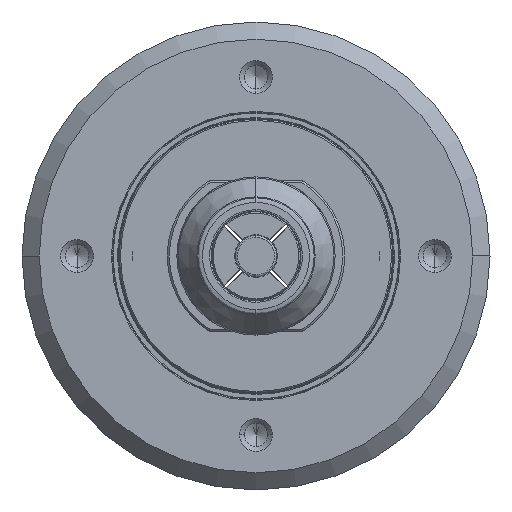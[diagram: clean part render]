
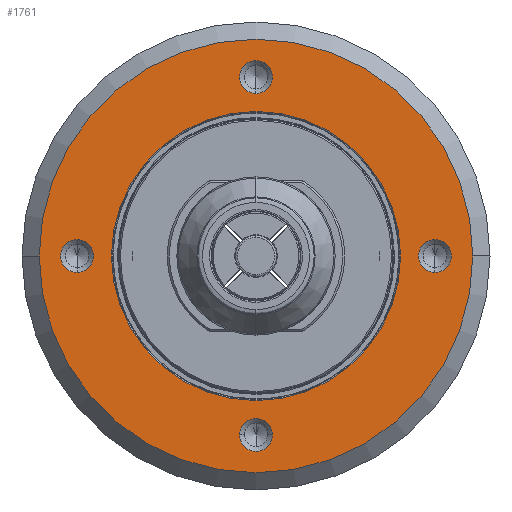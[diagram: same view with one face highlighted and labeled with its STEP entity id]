
A CAD part, left-side view. The second image highlights one B-rep face of the part: STEP entity #1761.
In plain terms, the highlighted planar face has unit normal (-1, 0, 0).
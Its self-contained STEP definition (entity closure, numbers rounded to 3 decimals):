
#120 = ORIENTED_EDGE ( 'NONE', *, *, #2308, .F. ) ;
#739 = EDGE_CURVE ( 'NONE', #4154, #5468, #9295, .T. ) ;
#740 = EDGE_CURVE ( 'NONE', #10781, #13061, #13352, .T. ) ;
#833 = CARTESIAN_POINT ( 'NONE',  ( 57.8, -26., 2.4 ) ) ;
#1043 = DIRECTION ( 'NONE',  ( -1., 0., 0. ) ) ;
#1152 = VERTEX_POINT ( 'NONE', #3923 ) ;
#1178 = CARTESIAN_POINT ( 'NONE',  ( 57.8, 0., 0. ) ) ;
#1681 = ORIENTED_EDGE ( 'NONE', *, *, #3727, .F. ) ;
#1761 = ADVANCED_FACE ( 'NONE', ( #11462, #9265, #4889, #12437, #3896, #1782 ), #6077, .F. ) ;
#1776 = EDGE_CURVE ( 'NONE', #13061, #10781, #9084, .T. ) ;
#1782 = FACE_OUTER_BOUND ( 'NONE', #2252, .T. ) ;
#1897 = CARTESIAN_POINT ( 'NONE',  ( 57.8, -26., -2.4 ) ) ;
#1964 = VERTEX_POINT ( 'NONE', #5645 ) ;
#2053 = DIRECTION ( 'NONE',  ( 0., -1., 0. ) ) ;
#2132 = CARTESIAN_POINT ( 'NONE',  ( 57.8, 21., 0. ) ) ;
#2252 = EDGE_LOOP ( 'NONE', ( #12213, #8969 ) ) ;
#2308 = EDGE_CURVE ( 'NONE', #6780, #1152, #8605, .T. ) ;
#2593 = CARTESIAN_POINT ( 'NONE',  ( 57.8, 0., 0. ) ) ;
#3147 = AXIS2_PLACEMENT_3D ( 'NONE', #3252, #11999, #10875 ) ;
#3172 = ORIENTED_EDGE ( 'NONE', *, *, #1776, .F. ) ;
#3189 = DIRECTION ( 'NONE',  ( -1., 0., 0. ) ) ;
#3252 = CARTESIAN_POINT ( 'NONE',  ( 57.8, 0., 26. ) ) ;
#3382 = DIRECTION ( 'NONE',  ( -1., 0., 0. ) ) ;
#3727 = EDGE_CURVE ( 'NONE', #4843, #6750, #10504, .T. ) ;
#3893 = AXIS2_PLACEMENT_3D ( 'NONE', #10890, #3189, #6426 ) ;
#3896 = FACE_BOUND ( 'NONE', #11801, .T. ) ;
#3920 = DIRECTION ( 'NONE',  ( -1., 0., 0. ) ) ;
#3923 = CARTESIAN_POINT ( 'NONE',  ( 57.8, -2.4, -26. ) ) ;
#3989 = DIRECTION ( 'NONE',  ( 0., 0., 1. ) ) ;
#4009 = DIRECTION ( 'NONE',  ( 0., 0., 1. ) ) ;
#4015 = CIRCLE ( 'NONE', #11911, 31.5 ) ;
#4098 = AXIS2_PLACEMENT_3D ( 'NONE', #5627, #13119, #9946 ) ;
#4154 = VERTEX_POINT ( 'NONE', #13606 ) ;
#4271 = CARTESIAN_POINT ( 'NONE',  ( 57.8, 2.4, -26. ) ) ;
#4630 = ORIENTED_EDGE ( 'NONE', *, *, #12185, .F. ) ;
#4821 = CARTESIAN_POINT ( 'NONE',  ( 57.8, 31.5, 0. ) ) ;
#4843 = VERTEX_POINT ( 'NONE', #9333 ) ;
#4889 = FACE_BOUND ( 'NONE', #12953, .T. ) ;
#4905 = DIRECTION ( 'NONE',  ( 0., 1., 0. ) ) ;
#4971 = CARTESIAN_POINT ( 'NONE',  ( 57.8, 0., 26. ) ) ;
#5211 = ORIENTED_EDGE ( 'NONE', *, *, #11611, .F. ) ;
#5334 = DIRECTION ( 'NONE',  ( 0., 0., 1. ) ) ;
#5453 = AXIS2_PLACEMENT_3D ( 'NONE', #4971, #7227, #5944 ) ;
#5468 = VERTEX_POINT ( 'NONE', #13659 ) ;
#5554 = ORIENTED_EDGE ( 'NONE', *, *, #11847, .F. ) ;
#5627 = CARTESIAN_POINT ( 'NONE',  ( 57.8, 0., -26. ) ) ;
#5645 = CARTESIAN_POINT ( 'NONE',  ( 57.8, 26., 2.4 ) ) ;
#5911 = AXIS2_PLACEMENT_3D ( 'NONE', #2132, #9755, #7493 ) ;
#5944 = DIRECTION ( 'NONE',  ( 0., 0., 1. ) ) ;
#5945 = DIRECTION ( 'NONE',  ( 1., 0., 0. ) ) ;
#6077 = PLANE ( 'NONE',  #5911 ) ;
#6211 = CIRCLE ( 'NONE', #8021, 31.5 ) ;
#6295 = CIRCLE ( 'NONE', #7210, 2.4 ) ;
#6426 = DIRECTION ( 'NONE',  ( 0., 0., 1. ) ) ;
#6750 = VERTEX_POINT ( 'NONE', #10558 ) ;
#6757 = DIRECTION ( 'NONE',  ( 0., 1., 0. ) ) ;
#6780 = VERTEX_POINT ( 'NONE', #4271 ) ;
#6814 = EDGE_LOOP ( 'NONE', ( #12916, #3172 ) ) ;
#6889 = DIRECTION ( 'NONE',  ( 1., 0., 0. ) ) ;
#7198 = CIRCLE ( 'NONE', #3147, 2.4 ) ;
#7210 = AXIS2_PLACEMENT_3D ( 'NONE', #12756, #12486, #4009 ) ;
#7227 = DIRECTION ( 'NONE',  ( -1., 0., 0. ) ) ;
#7297 = ORIENTED_EDGE ( 'NONE', *, *, #11506, .F. ) ;
#7444 = EDGE_CURVE ( 'NONE', #7915, #11903, #6211, .T. ) ;
#7493 = DIRECTION ( 'NONE',  ( 0., 1., 0. ) ) ;
#7669 = AXIS2_PLACEMENT_3D ( 'NONE', #10567, #3920, #3989 ) ;
#7901 = EDGE_LOOP ( 'NONE', ( #13712, #5554 ) ) ;
#7915 = VERTEX_POINT ( 'NONE', #4821 ) ;
#8021 = AXIS2_PLACEMENT_3D ( 'NONE', #1178, #5945, #4905 ) ;
#8214 = DIRECTION ( 'NONE',  ( 0., 0., 1. ) ) ;
#8402 = CARTESIAN_POINT ( 'NONE',  ( 57.8, 0., -26. ) ) ;
#8605 = CIRCLE ( 'NONE', #4098, 2.4 ) ;
#8620 = AXIS2_PLACEMENT_3D ( 'NONE', #13514, #12458, #8214 ) ;
#8969 = ORIENTED_EDGE ( 'NONE', *, *, #10986, .F. ) ;
#9084 = CIRCLE ( 'NONE', #3893, 2.4 ) ;
#9265 = FACE_BOUND ( 'NONE', #6814, .T. ) ;
#9295 = CIRCLE ( 'NONE', #5453, 2.4 ) ;
#9333 = CARTESIAN_POINT ( 'NONE',  ( 57.8, 0., 21. ) ) ;
#9398 = VERTEX_POINT ( 'NONE', #10452 ) ;
#9680 = CIRCLE ( 'NONE', #12161, 2.4 ) ;
#9755 = DIRECTION ( 'NONE',  ( 1., 0., 0. ) ) ;
#9946 = DIRECTION ( 'NONE',  ( 0., -1., 0. ) ) ;
#10015 = ORIENTED_EDGE ( 'NONE', *, *, #739, .F. ) ;
#10452 = CARTESIAN_POINT ( 'NONE',  ( 57.8, 26., -2.4 ) ) ;
#10504 = CIRCLE ( 'NONE', #12975, 21. ) ;
#10558 = CARTESIAN_POINT ( 'NONE',  ( 57.8, 0., -21. ) ) ;
#10567 = CARTESIAN_POINT ( 'NONE',  ( 57.8, 26., 0. ) ) ;
#10728 = DIRECTION ( 'NONE',  ( 0., 0., 1. ) ) ;
#10781 = VERTEX_POINT ( 'NONE', #833 ) ;
#10875 = DIRECTION ( 'NONE',  ( 0., 0., 1. ) ) ;
#10890 = CARTESIAN_POINT ( 'NONE',  ( 57.8, -26., 0. ) ) ;
#10986 = EDGE_CURVE ( 'NONE', #11903, #7915, #4015, .T. ) ;
#11065 = CIRCLE ( 'NONE', #7669, 2.4 ) ;
#11462 = FACE_BOUND ( 'NONE', #11759, .T. ) ;
#11506 = EDGE_CURVE ( 'NONE', #1152, #6780, #9680, .T. ) ;
#11611 = EDGE_CURVE ( 'NONE', #5468, #4154, #7198, .T. ) ;
#11638 = CARTESIAN_POINT ( 'NONE',  ( 57.8, -31.5, 0. ) ) ;
#11718 = CIRCLE ( 'NONE', #13515, 21. ) ;
#11759 = EDGE_LOOP ( 'NONE', ( #10015, #5211 ) ) ;
#11792 = CARTESIAN_POINT ( 'NONE',  ( 57.8, 0., 0. ) ) ;
#11801 = EDGE_LOOP ( 'NONE', ( #1681, #4630 ) ) ;
#11847 = EDGE_CURVE ( 'NONE', #9398, #1964, #6295, .T. ) ;
#11903 = VERTEX_POINT ( 'NONE', #11638 ) ;
#11911 = AXIS2_PLACEMENT_3D ( 'NONE', #2593, #6889, #6757 ) ;
#11999 = DIRECTION ( 'NONE',  ( -1., 0., 0. ) ) ;
#12161 = AXIS2_PLACEMENT_3D ( 'NONE', #8402, #12634, #2053 ) ;
#12185 = EDGE_CURVE ( 'NONE', #6750, #4843, #11718, .T. ) ;
#12213 = ORIENTED_EDGE ( 'NONE', *, *, #7444, .F. ) ;
#12431 = EDGE_CURVE ( 'NONE', #1964, #9398, #11065, .T. ) ;
#12437 = FACE_BOUND ( 'NONE', #7901, .T. ) ;
#12458 = DIRECTION ( 'NONE',  ( -1., 0., 0. ) ) ;
#12486 = DIRECTION ( 'NONE',  ( -1., 0., 0. ) ) ;
#12634 = DIRECTION ( 'NONE',  ( -1., 0., 0. ) ) ;
#12756 = CARTESIAN_POINT ( 'NONE',  ( 57.8, 26., 0. ) ) ;
#12916 = ORIENTED_EDGE ( 'NONE', *, *, #740, .F. ) ;
#12953 = EDGE_LOOP ( 'NONE', ( #7297, #120 ) ) ;
#12975 = AXIS2_PLACEMENT_3D ( 'NONE', #11792, #3382, #10728 ) ;
#13061 = VERTEX_POINT ( 'NONE', #1897 ) ;
#13119 = DIRECTION ( 'NONE',  ( -1., 0., 0. ) ) ;
#13352 = CIRCLE ( 'NONE', #8620, 2.4 ) ;
#13514 = CARTESIAN_POINT ( 'NONE',  ( 57.8, -26., 0. ) ) ;
#13515 = AXIS2_PLACEMENT_3D ( 'NONE', #13889, #1043, #5334 ) ;
#13606 = CARTESIAN_POINT ( 'NONE',  ( 57.8, 0., 28.4 ) ) ;
#13659 = CARTESIAN_POINT ( 'NONE',  ( 57.8, 0., 23.6 ) ) ;
#13712 = ORIENTED_EDGE ( 'NONE', *, *, #12431, .F. ) ;
#13889 = CARTESIAN_POINT ( 'NONE',  ( 57.8, 0., 0. ) ) ;
